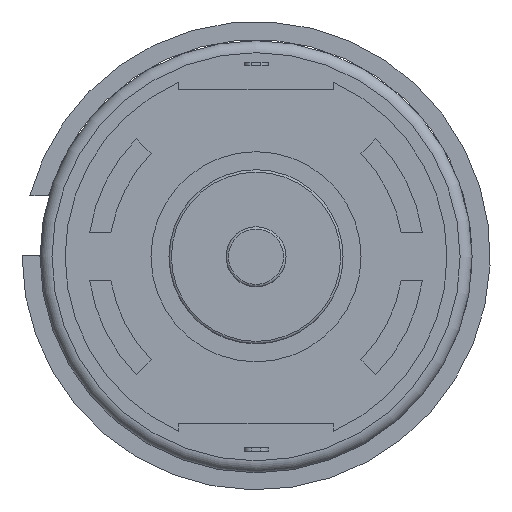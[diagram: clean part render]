
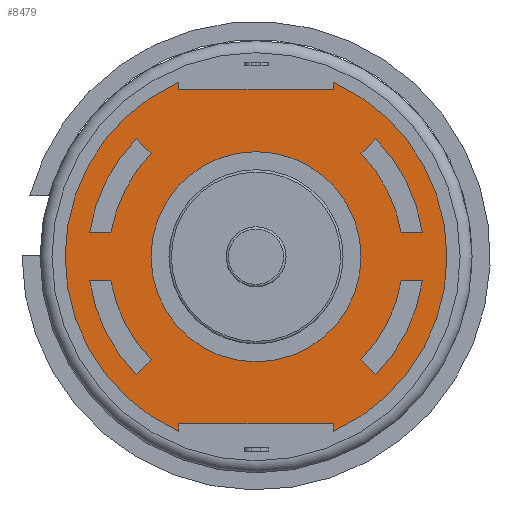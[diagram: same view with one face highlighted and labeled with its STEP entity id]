
A CAD part, front view. The second image highlights one B-rep face of the part: STEP entity #8479.
In plain terms, the highlighted planar face has unit normal (0, -1, 0).
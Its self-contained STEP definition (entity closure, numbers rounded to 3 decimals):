
#104=FACE_BOUND('',#1217,.T.);
#105=FACE_BOUND('',#1218,.T.);
#106=FACE_BOUND('',#1219,.T.);
#107=FACE_BOUND('',#1220,.T.);
#108=FACE_BOUND('',#1221,.T.);
#208=PLANE('',#9188);
#671=FACE_OUTER_BOUND('',#1216,.T.);
#1216=EDGE_LOOP('',(#7372,#7373,#7374,#7375,#7376,#7377,#7378,#7379));
#1217=EDGE_LOOP('',(#7380,#7381,#7382,#7383));
#1218=EDGE_LOOP('',(#7384,#7385,#7386,#7387));
#1219=EDGE_LOOP('',(#7388));
#1220=EDGE_LOOP('',(#7389,#7390,#7391,#7392));
#1221=EDGE_LOOP('',(#7393,#7394,#7395,#7396));
#1523=CIRCLE('',#9153,12.25);
#1525=CIRCLE('',#9157,14.);
#1527=CIRCLE('',#9162,12.25);
#1529=CIRCLE('',#9166,14.);
#1531=CIRCLE('',#9171,12.25);
#1533=CIRCLE('',#9175,14.);
#1535=CIRCLE('',#9181,14.);
#1537=CIRCLE('',#9185,12.25);
#1539=CIRCLE('',#9189,15.9);
#1540=CIRCLE('',#9190,15.9);
#1541=CIRCLE('',#9191,8.75);
#2486=LINE('',#28464,#2976);
#2490=LINE('',#28475,#2980);
#2494=LINE('',#28489,#2984);
#2498=LINE('',#28500,#2988);
#2502=LINE('',#28514,#2992);
#2506=LINE('',#28525,#2996);
#2508=LINE('',#28531,#2998);
#2513=LINE('',#28545,#3003);
#2516=LINE('',#28558,#3006);
#2517=LINE('',#28560,#3007);
#2518=LINE('',#28562,#3008);
#2519=LINE('',#28566,#3009);
#2520=LINE('',#28568,#3010);
#2521=LINE('',#28569,#3011);
#2976=VECTOR('',#10858,10.);
#2980=VECTOR('',#10870,10.);
#2984=VECTOR('',#10884,10.);
#2988=VECTOR('',#10896,10.);
#2992=VECTOR('',#10910,10.);
#2996=VECTOR('',#10922,10.);
#2998=VECTOR('',#10928,10.);
#3003=VECTOR('',#10941,10.);
#3006=VECTOR('',#10956,10.);
#3007=VECTOR('',#10957,10.);
#3008=VECTOR('',#10958,10.);
#3009=VECTOR('',#10961,10.);
#3010=VECTOR('',#10962,10.);
#3011=VECTOR('',#10963,10.);
#3827=VERTEX_POINT('',#28454);
#3828=VERTEX_POINT('',#28455);
#3831=VERTEX_POINT('',#28463);
#3833=VERTEX_POINT('',#28469);
#3835=VERTEX_POINT('',#28479);
#3836=VERTEX_POINT('',#28480);
#3839=VERTEX_POINT('',#28488);
#3841=VERTEX_POINT('',#28494);
#3843=VERTEX_POINT('',#28504);
#3844=VERTEX_POINT('',#28505);
#3847=VERTEX_POINT('',#28513);
#3849=VERTEX_POINT('',#28519);
#3851=VERTEX_POINT('',#28529);
#3852=VERTEX_POINT('',#28530);
#3855=VERTEX_POINT('',#28538);
#3857=VERTEX_POINT('',#28544);
#3859=VERTEX_POINT('',#28554);
#3860=VERTEX_POINT('',#28555);
#3861=VERTEX_POINT('',#28557);
#3862=VERTEX_POINT('',#28559);
#3863=VERTEX_POINT('',#28561);
#3864=VERTEX_POINT('',#28563);
#3865=VERTEX_POINT('',#28565);
#3866=VERTEX_POINT('',#28567);
#3867=VERTEX_POINT('',#28570);
#5022=EDGE_CURVE('',#3827,#3828,#1523,.T.);
#5026=EDGE_CURVE('',#3831,#3827,#2486,.T.);
#5029=EDGE_CURVE('',#3833,#3831,#1525,.T.);
#5032=EDGE_CURVE('',#3828,#3833,#2490,.T.);
#5034=EDGE_CURVE('',#3835,#3836,#1527,.T.);
#5038=EDGE_CURVE('',#3839,#3835,#2494,.T.);
#5041=EDGE_CURVE('',#3841,#3839,#1529,.T.);
#5044=EDGE_CURVE('',#3836,#3841,#2498,.T.);
#5046=EDGE_CURVE('',#3843,#3844,#1531,.T.);
#5050=EDGE_CURVE('',#3847,#3843,#2502,.T.);
#5053=EDGE_CURVE('',#3849,#3847,#1533,.T.);
#5056=EDGE_CURVE('',#3844,#3849,#2506,.T.);
#5058=EDGE_CURVE('',#3851,#3852,#2508,.T.);
#5062=EDGE_CURVE('',#3855,#3851,#1535,.T.);
#5065=EDGE_CURVE('',#3857,#3855,#2513,.T.);
#5068=EDGE_CURVE('',#3852,#3857,#1537,.T.);
#5070=EDGE_CURVE('',#3859,#3860,#1539,.T.);
#5071=EDGE_CURVE('',#3861,#3859,#2516,.T.);
#5072=EDGE_CURVE('',#3862,#3861,#2517,.T.);
#5073=EDGE_CURVE('',#3863,#3862,#2518,.T.);
#5074=EDGE_CURVE('',#3864,#3863,#1540,.T.);
#5075=EDGE_CURVE('',#3865,#3864,#2519,.T.);
#5076=EDGE_CURVE('',#3866,#3865,#2520,.T.);
#5077=EDGE_CURVE('',#3860,#3866,#2521,.T.);
#5078=EDGE_CURVE('',#3867,#3867,#1541,.T.);
#7372=ORIENTED_EDGE('',*,*,#5070,.F.);
#7373=ORIENTED_EDGE('',*,*,#5071,.F.);
#7374=ORIENTED_EDGE('',*,*,#5072,.F.);
#7375=ORIENTED_EDGE('',*,*,#5073,.F.);
#7376=ORIENTED_EDGE('',*,*,#5074,.F.);
#7377=ORIENTED_EDGE('',*,*,#5075,.F.);
#7378=ORIENTED_EDGE('',*,*,#5076,.F.);
#7379=ORIENTED_EDGE('',*,*,#5077,.F.);
#7380=ORIENTED_EDGE('',*,*,#5029,.F.);
#7381=ORIENTED_EDGE('',*,*,#5032,.F.);
#7382=ORIENTED_EDGE('',*,*,#5022,.F.);
#7383=ORIENTED_EDGE('',*,*,#5026,.F.);
#7384=ORIENTED_EDGE('',*,*,#5041,.F.);
#7385=ORIENTED_EDGE('',*,*,#5044,.F.);
#7386=ORIENTED_EDGE('',*,*,#5034,.F.);
#7387=ORIENTED_EDGE('',*,*,#5038,.F.);
#7388=ORIENTED_EDGE('',*,*,#5078,.F.);
#7389=ORIENTED_EDGE('',*,*,#5065,.F.);
#7390=ORIENTED_EDGE('',*,*,#5068,.F.);
#7391=ORIENTED_EDGE('',*,*,#5058,.F.);
#7392=ORIENTED_EDGE('',*,*,#5062,.F.);
#7393=ORIENTED_EDGE('',*,*,#5053,.F.);
#7394=ORIENTED_EDGE('',*,*,#5056,.F.);
#7395=ORIENTED_EDGE('',*,*,#5046,.F.);
#7396=ORIENTED_EDGE('',*,*,#5050,.F.);
#8479=ADVANCED_FACE('',(#671,#104,#105,#106,#107,#108),#208,.T.);
#9153=AXIS2_PLACEMENT_3D('',#28456,#10850,#10851);
#9157=AXIS2_PLACEMENT_3D('',#28470,#10863,#10864);
#9162=AXIS2_PLACEMENT_3D('',#28481,#10876,#10877);
#9166=AXIS2_PLACEMENT_3D('',#28495,#10889,#10890);
#9171=AXIS2_PLACEMENT_3D('',#28506,#10902,#10903);
#9175=AXIS2_PLACEMENT_3D('',#28520,#10915,#10916);
#9181=AXIS2_PLACEMENT_3D('',#28539,#10934,#10935);
#9185=AXIS2_PLACEMENT_3D('',#28550,#10946,#10947);
#9188=AXIS2_PLACEMENT_3D('',#28553,#10952,#10953);
#9189=AXIS2_PLACEMENT_3D('',#28556,#10954,#10955);
#9190=AXIS2_PLACEMENT_3D('',#28564,#10959,#10960);
#9191=AXIS2_PLACEMENT_3D('',#28571,#10964,#10965);
#10850=DIRECTION('center_axis',(0.,1.,0.));
#10851=DIRECTION('ref_axis',(0.987,0.,0.163));
#10858=DIRECTION('',(-0.713,0.,-0.701));
#10863=DIRECTION('center_axis',(0.,-1.,0.));
#10864=DIRECTION('ref_axis',(0.99,0.,0.143));
#10870=DIRECTION('',(1.,0.,0.));
#10876=DIRECTION('center_axis',(0.,1.,0.));
#10877=DIRECTION('ref_axis',(-0.713,0.,0.701));
#10884=DIRECTION('',(1.,0.,0.));
#10889=DIRECTION('center_axis',(0.,-1.,0.));
#10890=DIRECTION('ref_axis',(-0.713,0.,0.701));
#10896=DIRECTION('',(-0.713,0.,0.701));
#10902=DIRECTION('center_axis',(0.,1.,0.));
#10903=DIRECTION('ref_axis',(-0.987,0.,-0.163));
#10910=DIRECTION('',(0.713,0.,0.701));
#10915=DIRECTION('center_axis',(0.,-1.,0.));
#10916=DIRECTION('ref_axis',(-0.99,0.,-0.143));
#10922=DIRECTION('',(-1.,0.,0.));
#10928=DIRECTION('',(-1.,0.,0.));
#10934=DIRECTION('center_axis',(0.,-1.,0.));
#10935=DIRECTION('ref_axis',(0.713,0.,-0.701));
#10941=DIRECTION('',(0.713,0.,-0.701));
#10946=DIRECTION('center_axis',(0.,1.,0.));
#10947=DIRECTION('ref_axis',(0.713,0.,-0.701));
#10952=DIRECTION('center_axis',(0.,-1.,0.));
#10953=DIRECTION('ref_axis',(1.,0.,0.));
#10954=DIRECTION('center_axis',(0.,1.,0.));
#10955=DIRECTION('ref_axis',(0.405,0.,-0.914));
#10956=DIRECTION('',(0.,0.,1.));
#10957=DIRECTION('',(1.,0.,0.));
#10958=DIRECTION('',(0.,0.,-1.));
#10959=DIRECTION('center_axis',(0.,1.,0.));
#10960=DIRECTION('ref_axis',(-0.405,0.,0.914));
#10961=DIRECTION('',(0.,0.,-1.));
#10962=DIRECTION('',(-1.,0.,0.));
#10963=DIRECTION('',(0.,0.,1.));
#10964=DIRECTION('center_axis',(0.,-1.,0.));
#10965=DIRECTION('ref_axis',(1.,0.,0.));
#28454=CARTESIAN_POINT('',(60.733,-92.7,8.59));
#28455=CARTESIAN_POINT('',(64.086,-92.7,2.));
#28456=CARTESIAN_POINT('Origin',(52.,-92.7,0.));
#28463=CARTESIAN_POINT('',(61.981,-92.7,9.818));
#28464=CARTESIAN_POINT('',(56.99,-92.7,4.909));
#28469=CARTESIAN_POINT('',(65.856,-92.7,2.));
#28470=CARTESIAN_POINT('Origin',(52.,-92.7,0.));
#28475=CARTESIAN_POINT('',(58.043,-92.7,2.));
#28479=CARTESIAN_POINT('',(39.914,-92.7,2.));
#28480=CARTESIAN_POINT('',(43.267,-92.7,8.59));
#28481=CARTESIAN_POINT('Origin',(52.,-92.7,0.));
#28488=CARTESIAN_POINT('',(38.144,-92.7,2.));
#28489=CARTESIAN_POINT('',(45.072,-92.7,2.));
#28494=CARTESIAN_POINT('',(42.019,-92.7,9.818));
#28495=CARTESIAN_POINT('Origin',(52.,-92.7,0.));
#28500=CARTESIAN_POINT('',(47.633,-92.7,4.295));
#28504=CARTESIAN_POINT('',(43.267,-92.7,-8.59));
#28505=CARTESIAN_POINT('',(39.914,-92.7,-2.));
#28506=CARTESIAN_POINT('Origin',(52.,-92.7,0.));
#28513=CARTESIAN_POINT('',(42.019,-92.7,-9.818));
#28514=CARTESIAN_POINT('',(47.01,-92.7,-4.909));
#28519=CARTESIAN_POINT('',(38.144,-92.7,-2.));
#28520=CARTESIAN_POINT('Origin',(52.,-92.7,0.));
#28525=CARTESIAN_POINT('',(45.957,-92.7,-2.));
#28529=CARTESIAN_POINT('',(65.856,-92.7,-2.));
#28530=CARTESIAN_POINT('',(64.086,-92.7,-2.));
#28531=CARTESIAN_POINT('',(58.928,-92.7,-2.));
#28538=CARTESIAN_POINT('',(61.981,-92.7,-9.818));
#28539=CARTESIAN_POINT('Origin',(52.,-92.7,0.));
#28544=CARTESIAN_POINT('',(60.733,-92.7,-8.59));
#28545=CARTESIAN_POINT('',(56.367,-92.7,-4.295));
#28550=CARTESIAN_POINT('Origin',(52.,-92.7,0.));
#28553=CARTESIAN_POINT('Origin',(52.,-92.7,0.));
#28554=CARTESIAN_POINT('',(58.441,-92.7,14.537));
#28555=CARTESIAN_POINT('',(58.441,-92.7,-14.537));
#28556=CARTESIAN_POINT('Origin',(52.,-92.7,0.));
#28557=CARTESIAN_POINT('',(58.441,-92.7,13.9));
#28558=CARTESIAN_POINT('',(58.441,-92.7,6.95));
#28559=CARTESIAN_POINT('',(45.559,-92.7,13.9));
#28560=CARTESIAN_POINT('',(48.78,-92.7,13.9));
#28561=CARTESIAN_POINT('',(45.559,-92.7,14.537));
#28562=CARTESIAN_POINT('',(45.559,-92.7,7.269));
#28563=CARTESIAN_POINT('',(45.559,-92.7,-14.537));
#28564=CARTESIAN_POINT('Origin',(52.,-92.7,0.));
#28565=CARTESIAN_POINT('',(45.559,-92.7,-13.9));
#28566=CARTESIAN_POINT('',(45.559,-92.7,-6.95));
#28567=CARTESIAN_POINT('',(58.441,-92.7,-13.9));
#28568=CARTESIAN_POINT('',(55.22,-92.7,-13.9));
#28569=CARTESIAN_POINT('',(58.441,-92.7,-7.269));
#28570=CARTESIAN_POINT('',(43.25,-92.7,0.));
#28571=CARTESIAN_POINT('Origin',(52.,-92.7,0.));
